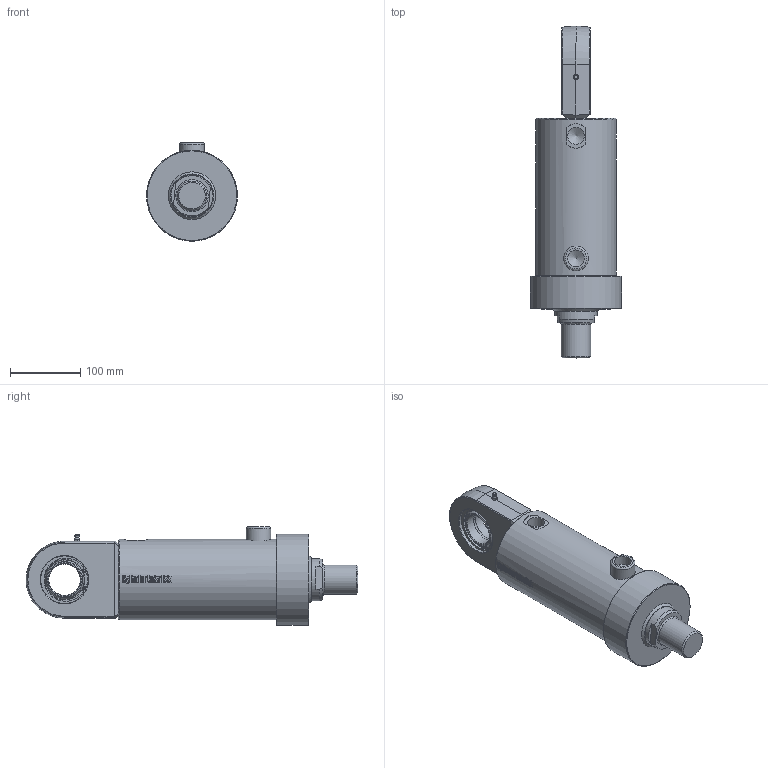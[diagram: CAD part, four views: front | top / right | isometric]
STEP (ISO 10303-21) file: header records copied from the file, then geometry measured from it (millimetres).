
FILE_DESCRIPTION((''),'2;1');
FILE_NAME('DVLG100_60.stp','2010-01-26T14:08:17',('tribel'),(''),'Autodesk Inventor 2009','Autodesk Inventor 2009','');
FILE_SCHEMA(('AUTOMOTIVE_DESIGN { 1 0 10303 214 1 1 1 1 }'));
Length unit declared in the file: millimetre
Products named in the file (5): DVLG100_60; DVLG100_60_body; DVLG100_60_stang; DVLG100_60_Parameters; K-WS45N
Assembly tree (4 placements, depth 2):
  DVLG100_60
    DVLG100_60_body
    DVLG100_60_stang
    DVLG100_60_Parameters
    K-WS45N
Bounding box: 130 x 474 x 140.5 mm (x, y, z)
Volume: 2629623.1 mm3; surface area: 340313.7 mm2
Topology: 3 solids, 4 shells, 650 faces, 1720 edges, 1117 vertices
Faces by surface type: plane 342, bspline 157, cylinder 100, cone 37, torus 10, sphere 4
Full cylindrical faces by diameter (mm): 3 x5, 3.571 x2, 4.4 x2, 5.5 x1, 5.6 x1, 35 x1, 42 x1, 45 x2, 60 x2, 68 x4, 71 x2, 100 x2, 115 x1, 130 x1
Entity records: 49913 total; most frequent: CARTESIAN_POINT 35420, ORIENTED_EDGE 3212, DIRECTION 2413, EDGE_CURVE 1608, VERTEX_POINT 1078, AXIS2_PLACEMENT_3D 868, EDGE_LOOP 787, VECTOR 677
